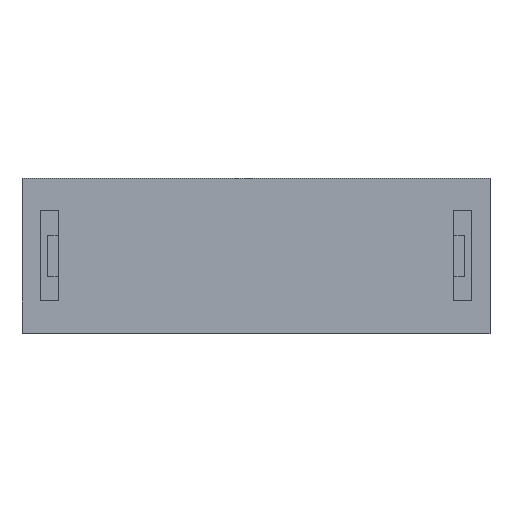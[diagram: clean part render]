
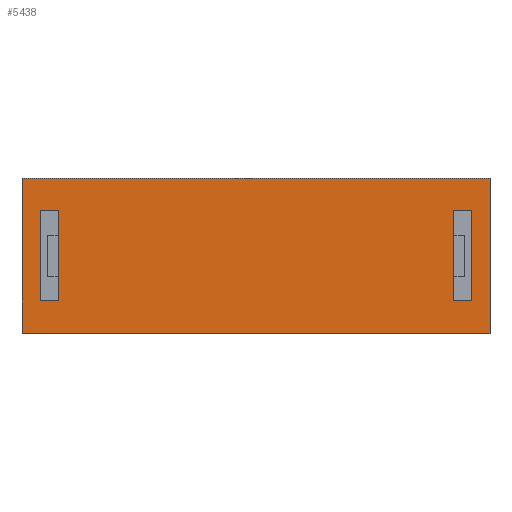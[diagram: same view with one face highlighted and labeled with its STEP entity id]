
A CAD part, top view. The second image highlights one B-rep face of the part: STEP entity #5438.
In plain terms, the highlighted planar face has unit normal (0, 0, 1).
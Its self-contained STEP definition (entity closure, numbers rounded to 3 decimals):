
#1230=ORIENTED_EDGE('',*,*,#2288,.F.);
#1231=ORIENTED_EDGE('',*,*,#2289,.F.);
#1232=ORIENTED_EDGE('',*,*,#2290,.F.);
#1233=ORIENTED_EDGE('',*,*,#2291,.F.);
#1234=ORIENTED_EDGE('',*,*,#2292,.F.);
#1235=ORIENTED_EDGE('',*,*,#2293,.F.);
#1236=ORIENTED_EDGE('',*,*,#2294,.F.);
#1237=ORIENTED_EDGE('',*,*,#2295,.F.);
#1238=ORIENTED_EDGE('',*,*,#2268,.F.);
#1239=ORIENTED_EDGE('',*,*,#2287,.F.);
#1240=ORIENTED_EDGE('',*,*,#2258,.T.);
#1241=ORIENTED_EDGE('',*,*,#2296,.T.);
#2258=EDGE_CURVE('',#2860,#2859,#3499,.T.);
#2268=EDGE_CURVE('',#2867,#2868,#3509,.T.);
#2287=EDGE_CURVE('',#2860,#2867,#3528,.T.);
#2288=EDGE_CURVE('',#2883,#2884,#3529,.T.);
#2289=EDGE_CURVE('',#2885,#2883,#3530,.T.);
#2290=EDGE_CURVE('',#2886,#2885,#3531,.T.);
#2291=EDGE_CURVE('',#2884,#2886,#3532,.T.);
#2292=EDGE_CURVE('',#2887,#2888,#3533,.T.);
#2293=EDGE_CURVE('',#2889,#2887,#3534,.T.);
#2294=EDGE_CURVE('',#2890,#2889,#3535,.T.);
#2295=EDGE_CURVE('',#2888,#2890,#3536,.T.);
#2296=EDGE_CURVE('',#2859,#2868,#3537,.T.);
#2859=VERTEX_POINT('',#8599);
#2860=VERTEX_POINT('',#8601);
#2867=VERTEX_POINT('',#8618);
#2868=VERTEX_POINT('',#8620);
#2883=VERTEX_POINT('',#8659);
#2884=VERTEX_POINT('',#8660);
#2885=VERTEX_POINT('',#8662);
#2886=VERTEX_POINT('',#8664);
#2887=VERTEX_POINT('',#8667);
#2888=VERTEX_POINT('',#8668);
#2889=VERTEX_POINT('',#8670);
#2890=VERTEX_POINT('',#8672);
#3499=LINE('',#8600,#4230);
#3509=LINE('',#8619,#4240);
#3528=LINE('',#8656,#4259);
#3529=LINE('',#8658,#4260);
#3530=LINE('',#8661,#4261);
#3531=LINE('',#8663,#4262);
#3532=LINE('',#8665,#4263);
#3533=LINE('',#8666,#4264);
#3534=LINE('',#8669,#4265);
#3535=LINE('',#8671,#4266);
#3536=LINE('',#8673,#4267);
#3537=LINE('',#8674,#4268);
#4230=VECTOR('',#7042,1000.);
#4240=VECTOR('',#7054,1000.);
#4259=VECTOR('',#7079,1000.);
#4260=VECTOR('',#7082,1000.);
#4261=VECTOR('',#7083,1000.);
#4262=VECTOR('',#7084,1000.);
#4263=VECTOR('',#7085,1000.);
#4264=VECTOR('',#7086,1000.);
#4265=VECTOR('',#7087,1000.);
#4266=VECTOR('',#7088,1000.);
#4267=VECTOR('',#7089,1000.);
#4268=VECTOR('',#7090,1000.);
#4633=EDGE_LOOP('',(#1230,#1231,#1232,#1233));
#4634=EDGE_LOOP('',(#1234,#1235,#1236,#1237));
#4635=EDGE_LOOP('',(#1238,#1239,#1240,#1241));
#4922=FACE_BOUND('',#4633,.T.);
#4923=FACE_BOUND('',#4634,.T.);
#4924=FACE_BOUND('',#4635,.T.);
#5171=PLANE('',#5962);
#5438=ADVANCED_FACE('',(#4922,#4923,#4924),#5171,.T.);
#5962=AXIS2_PLACEMENT_3D('',#8657,#7080,#7081);
#7042=DIRECTION('',(1.,0.,0.));
#7054=DIRECTION('',(1.,0.,0.));
#7079=DIRECTION('',(0.,1.,0.));
#7080=DIRECTION('',(0.,0.,1.));
#7081=DIRECTION('',(1.,0.,0.));
#7082=DIRECTION('',(-1.,0.,0.));
#7083=DIRECTION('',(0.,1.,0.));
#7084=DIRECTION('',(1.,0.,0.));
#7085=DIRECTION('',(0.,-1.,0.));
#7086=DIRECTION('',(0.,1.,0.));
#7087=DIRECTION('',(1.,0.,0.));
#7088=DIRECTION('',(0.,-1.,0.));
#7089=DIRECTION('',(-1.,0.,0.));
#7090=DIRECTION('',(0.,1.,0.));
#8599=CARTESIAN_POINT('',(9.075,-3.,1.15));
#8600=CARTESIAN_POINT('',(-9.075,-3.,1.15));
#8601=CARTESIAN_POINT('',(-9.075,-3.,1.15));
#8618=CARTESIAN_POINT('',(-9.075,3.,1.15));
#8619=CARTESIAN_POINT('',(-9.075,3.,1.15));
#8620=CARTESIAN_POINT('',(9.075,3.,1.15));
#8656=CARTESIAN_POINT('',(-9.075,-3.,1.15));
#8657=CARTESIAN_POINT('',(-9.075,-3.,1.15));
#8658=CARTESIAN_POINT('',(-7.675,1.75,1.15));
#8659=CARTESIAN_POINT('',(-7.675,1.75,1.15));
#8660=CARTESIAN_POINT('',(-8.375,1.75,1.15));
#8661=CARTESIAN_POINT('',(-7.675,-1.75,1.15));
#8662=CARTESIAN_POINT('',(-7.675,-1.75,1.15));
#8663=CARTESIAN_POINT('',(-8.375,-1.75,1.15));
#8664=CARTESIAN_POINT('',(-8.375,-1.75,1.15));
#8665=CARTESIAN_POINT('',(-8.375,1.75,1.15));
#8666=CARTESIAN_POINT('',(8.375,-1.75,1.15));
#8667=CARTESIAN_POINT('',(8.375,-1.75,1.15));
#8668=CARTESIAN_POINT('',(8.375,1.75,1.15));
#8669=CARTESIAN_POINT('',(7.675,-1.75,1.15));
#8670=CARTESIAN_POINT('',(7.675,-1.75,1.15));
#8671=CARTESIAN_POINT('',(7.675,1.75,1.15));
#8672=CARTESIAN_POINT('',(7.675,1.75,1.15));
#8673=CARTESIAN_POINT('',(8.375,1.75,1.15));
#8674=CARTESIAN_POINT('',(9.075,-3.,1.15));
